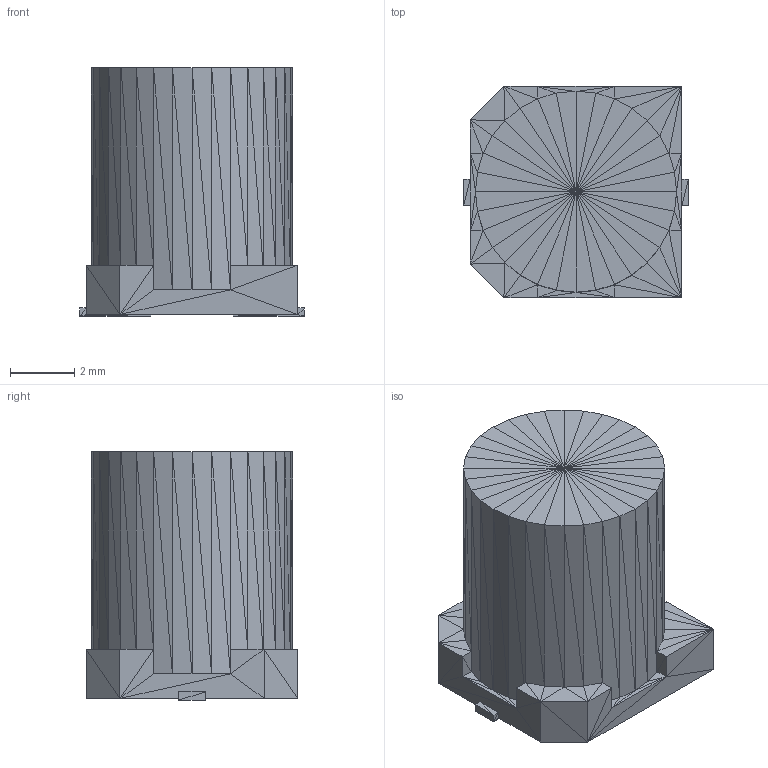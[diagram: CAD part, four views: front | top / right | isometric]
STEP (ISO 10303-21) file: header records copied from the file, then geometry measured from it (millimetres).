
FILE_DESCRIPTION(('STEP AP214'),'1');
FILE_NAME('U2-K-M','2018-12-09T15:41:54',(''),(''),'','','');
FILE_SCHEMA(('AUTOMOTIVE_DESIGN'));
Length unit declared in the file: millimetre
Products named in the file (1): product
Bounding box: 7.01 x 6.6 x 7.75 mm (x, y, z)
Surface area: 256.2 mm2 (no closed solid volume)
Topology: 0 solids, 230 shells, 230 faces, 690 edges, 690 vertices
Faces by surface type: plane 230
Entity records: 7640 total; most frequent: CARTESIAN_POINT 1611, DIRECTION 1152, ORIENTED_EDGE 690, EDGE_CURVE 690, VERTEX_POINT 690, LINE 690, VECTOR 690, AXIS2_PLACEMENT_3D 231
